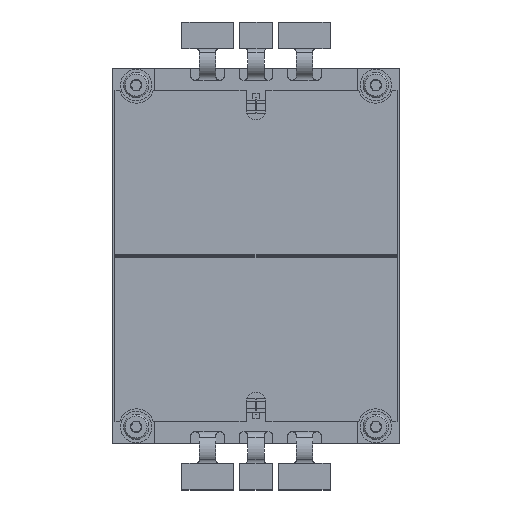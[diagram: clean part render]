
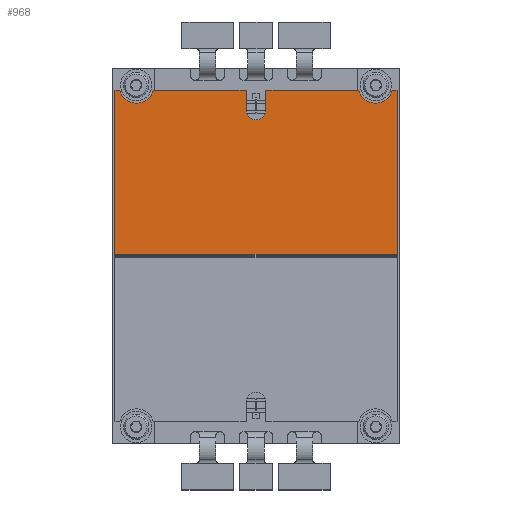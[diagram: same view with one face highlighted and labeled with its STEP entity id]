
A CAD part, top view. The second image highlights one B-rep face of the part: STEP entity #968.
In plain terms, the highlighted planar face has unit normal (0, 0, 1).
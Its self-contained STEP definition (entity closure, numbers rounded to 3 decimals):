
#968=ADVANCED_FACE('',(#1472),#1205,.T.);
#1205=PLANE('',#6012);
#1472=FACE_OUTER_BOUND('',#1770,.T.);
#1770=EDGE_LOOP('',(#4229,#4230,#4231,#4232,#4233,#4234,#4235,#4236,#4237,
#4238,#4239,#4240));
#2335=LINE('',#9184,#2909);
#2339=LINE('',#9193,#2913);
#2341=LINE('',#9197,#2915);
#2347=LINE('',#9210,#2921);
#2350=LINE('',#9216,#2924);
#2352=LINE('',#9219,#2926);
#2353=LINE('',#9221,#2927);
#2357=LINE('',#9231,#2931);
#2358=LINE('',#9235,#2932);
#2909=VECTOR('',#7280,1.);
#2913=VECTOR('',#7286,1.);
#2915=VECTOR('',#7290,1.);
#2921=VECTOR('',#7298,1.);
#2924=VECTOR('',#7303,1.);
#2926=VECTOR('',#7307,1.);
#2927=VECTOR('',#7310,1.);
#2931=VECTOR('',#7318,1.);
#2932=VECTOR('',#7321,1.);
#4229=ORIENTED_EDGE('',*,*,#5500,.F.);
#4230=ORIENTED_EDGE('',*,*,#5496,.T.);
#4231=ORIENTED_EDGE('',*,*,#5501,.F.);
#4232=ORIENTED_EDGE('',*,*,#5502,.F.);
#4233=ORIENTED_EDGE('',*,*,#5503,.F.);
#4234=ORIENTED_EDGE('',*,*,#5478,.T.);
#4235=ORIENTED_EDGE('',*,*,#5504,.F.);
#4236=ORIENTED_EDGE('',*,*,#5484,.T.);
#4237=ORIENTED_EDGE('',*,*,#5490,.T.);
#4238=ORIENTED_EDGE('',*,*,#5493,.T.);
#4239=ORIENTED_EDGE('',*,*,#5495,.T.);
#4240=ORIENTED_EDGE('',*,*,#5482,.T.);
#4796=VERTEX_POINT('',#9183);
#4797=VERTEX_POINT('',#9185);
#4800=VERTEX_POINT('',#9192);
#4801=VERTEX_POINT('',#9194);
#4802=VERTEX_POINT('',#9198);
#4803=VERTEX_POINT('',#9199);
#4807=VERTEX_POINT('',#9209);
#4809=VERTEX_POINT('',#9215);
#4810=VERTEX_POINT('',#9222);
#4811=VERTEX_POINT('',#9223);
#4814=VERTEX_POINT('',#9232);
#4815=VERTEX_POINT('',#9234);
#5478=EDGE_CURVE('',#4797,#4796,#2335,.T.);
#5482=EDGE_CURVE('',#4801,#4800,#2339,.T.);
#5484=EDGE_CURVE('',#4802,#4803,#2341,.T.);
#5490=EDGE_CURVE('',#4803,#4807,#2347,.T.);
#5493=EDGE_CURVE('',#4807,#4809,#2350,.T.);
#5495=EDGE_CURVE('',#4809,#4801,#2352,.T.);
#5496=EDGE_CURVE('',#4810,#4811,#2353,.T.);
#5500=EDGE_CURVE('',#4810,#4800,#5647,.T.);
#5501=EDGE_CURVE('',#4814,#4811,#2357,.T.);
#5502=EDGE_CURVE('',#4815,#4814,#5648,.T.);
#5503=EDGE_CURVE('',#4797,#4815,#2358,.T.);
#5504=EDGE_CURVE('',#4802,#4796,#5649,.T.);
#5647=CIRCLE('',#6009,2.625);
#5648=CIRCLE('',#6010,1.5);
#5649=CIRCLE('',#6011,2.625);
#6009=AXIS2_PLACEMENT_3D('',#9230,#7316,#7317);
#6010=AXIS2_PLACEMENT_3D('',#9233,#7319,#7320);
#6011=AXIS2_PLACEMENT_3D('',#9236,#7322,#7323);
#6012=AXIS2_PLACEMENT_3D('',#9237,#7324,#7325);
#7280=DIRECTION('',(-1.,0.,0.));
#7286=DIRECTION('',(-1.,0.,0.));
#7290=DIRECTION('',(-1.,0.,0.));
#7298=DIRECTION('',(0.,-1.,0.));
#7303=DIRECTION('',(1.,0.,0.));
#7307=DIRECTION('',(0.,1.,0.));
#7310=DIRECTION('',(-1.,0.,0.));
#7316=DIRECTION('',(0.,0.,1.));
#7317=DIRECTION('',(1.,0.,0.));
#7318=DIRECTION('',(0.,1.,0.));
#7319=DIRECTION('',(0.,0.,1.));
#7320=DIRECTION('',(1.,0.,0.));
#7321=DIRECTION('',(0.,-1.,0.));
#7322=DIRECTION('',(0.,0.,1.));
#7323=DIRECTION('',(1.,0.,0.));
#7324=DIRECTION('',(0.,0.,1.));
#7325=DIRECTION('',(1.,0.,0.));
#9183=CARTESIAN_POINT('',(-15.457,25.,0.508));
#9184=CARTESIAN_POINT('',(21.25,25.,0.508));
#9185=CARTESIAN_POINT('',(-1.5,25.,0.508));
#9192=CARTESIAN_POINT('',(20.543,25.,0.508));
#9193=CARTESIAN_POINT('',(21.25,25.,0.508));
#9194=CARTESIAN_POINT('',(21.25,25.,0.508));
#9197=CARTESIAN_POINT('',(21.25,25.,0.508));
#9198=CARTESIAN_POINT('',(-20.543,25.,0.508));
#9199=CARTESIAN_POINT('',(-21.25,25.,0.508));
#9209=CARTESIAN_POINT('',(-21.25,0.25,0.508));
#9210=CARTESIAN_POINT('',(-21.25,25.,0.508));
#9215=CARTESIAN_POINT('',(21.25,0.25,0.508));
#9216=CARTESIAN_POINT('',(-21.25,0.25,0.508));
#9219=CARTESIAN_POINT('',(21.25,0.25,0.508));
#9221=CARTESIAN_POINT('',(21.25,25.,0.508));
#9222=CARTESIAN_POINT('',(15.457,25.,0.508));
#9223=CARTESIAN_POINT('',(1.5,25.,0.508));
#9230=CARTESIAN_POINT('',(18.,25.65,0.508));
#9231=CARTESIAN_POINT('',(1.5,22.,0.508));
#9232=CARTESIAN_POINT('',(1.5,22.,0.508));
#9233=CARTESIAN_POINT('',(0.,22.,0.508));
#9234=CARTESIAN_POINT('',(-1.5,22.,0.508));
#9235=CARTESIAN_POINT('',(-1.5,32.5,0.508));
#9236=CARTESIAN_POINT('',(-18.,25.65,0.508));
#9237=CARTESIAN_POINT('',(0.,0.,0.508));
